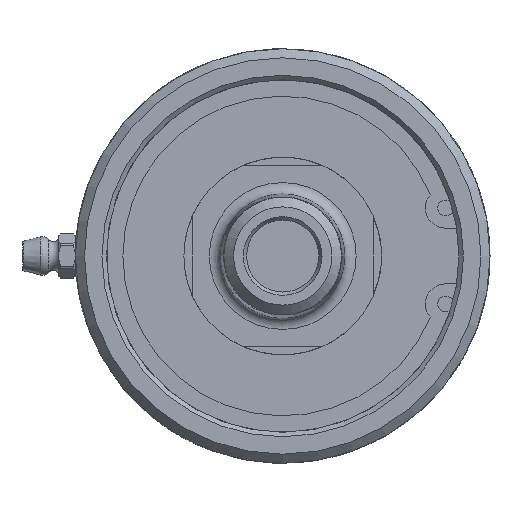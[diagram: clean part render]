
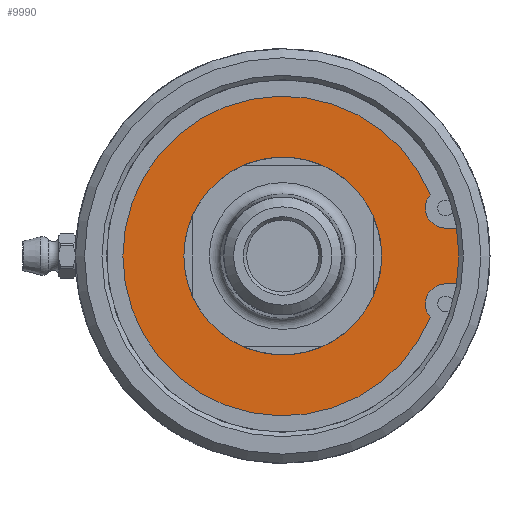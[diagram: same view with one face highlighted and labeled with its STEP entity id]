
A CAD part, left-side view. The second image highlights one B-rep face of the part: STEP entity #9990.
In plain terms, the highlighted planar face has unit normal (-1, 0, 0).
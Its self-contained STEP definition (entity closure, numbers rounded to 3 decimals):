
#373=PLANE('',#10856);
#574=FACE_BOUND('',#1386,.T.);
#782=FACE_OUTER_BOUND('',#1385,.T.);
#1385=EDGE_LOOP('',(#7392,#7393,#7394,#7395,#7396,#7397));
#1386=EDGE_LOOP('',(#7398,#7399));
#2486=CIRCLE('',#10695,17.4);
#2487=CIRCLE('',#10696,17.4);
#2502=CIRCLE('',#10720,3.556);
#2504=CIRCLE('',#10723,28.142);
#2506=CIRCLE('',#10726,3.556);
#2580=CIRCLE('',#10853,33.45);
#2904=LINE('',#16462,#3414);
#2909=LINE('',#16476,#3419);
#3414=VECTOR('',#11989,10.);
#3419=VECTOR('',#11996,10.);
#4118=VERTEX_POINT('',#16374);
#4119=VERTEX_POINT('',#16375);
#4137=VERTEX_POINT('',#16459);
#4138=VERTEX_POINT('',#16461);
#4142=VERTEX_POINT('',#16473);
#4143=VERTEX_POINT('',#16475);
#4144=VERTEX_POINT('',#16479);
#4146=VERTEX_POINT('',#16485);
#5224=EDGE_CURVE('',#4118,#4119,#2486,.T.);
#5225=EDGE_CURVE('',#4119,#4118,#2487,.T.);
#5252=EDGE_CURVE('',#4138,#4137,#2904,.T.);
#5258=EDGE_CURVE('',#4143,#4142,#2909,.T.);
#5260=EDGE_CURVE('',#4142,#4144,#2502,.T.);
#5263=EDGE_CURVE('',#4144,#4146,#2504,.T.);
#5266=EDGE_CURVE('',#4146,#4138,#2506,.T.);
#5415=EDGE_CURVE('',#4137,#4143,#2580,.T.);
#7392=ORIENTED_EDGE('',*,*,#5258,.T.);
#7393=ORIENTED_EDGE('',*,*,#5260,.T.);
#7394=ORIENTED_EDGE('',*,*,#5263,.T.);
#7395=ORIENTED_EDGE('',*,*,#5266,.T.);
#7396=ORIENTED_EDGE('',*,*,#5252,.T.);
#7397=ORIENTED_EDGE('',*,*,#5415,.T.);
#7398=ORIENTED_EDGE('',*,*,#5224,.T.);
#7399=ORIENTED_EDGE('',*,*,#5225,.T.);
#9990=ADVANCED_FACE('',(#782,#574),#373,.F.);
#10695=AXIS2_PLACEMENT_3D('',#16376,#11938,#11939);
#10696=AXIS2_PLACEMENT_3D('',#16377,#11940,#11941);
#10720=AXIS2_PLACEMENT_3D('',#16480,#12000,#12001);
#10723=AXIS2_PLACEMENT_3D('',#16486,#12007,#12008);
#10726=AXIS2_PLACEMENT_3D('',#16491,#12014,#12015);
#10853=AXIS2_PLACEMENT_3D('',#16940,#12302,#12303);
#10856=AXIS2_PLACEMENT_3D('',#16950,#12309,#12310);
#11938=DIRECTION('center_axis',(1.,0.,0.));
#11939=DIRECTION('ref_axis',(0.,-1.,0.));
#11940=DIRECTION('center_axis',(1.,0.,0.));
#11941=DIRECTION('ref_axis',(0.,-1.,0.));
#11989=DIRECTION('',(0.,-1.,0.));
#11996=DIRECTION('',(0.,1.,0.));
#12000=DIRECTION('center_axis',(1.,0.,0.));
#12001=DIRECTION('ref_axis',(0.,0.754,0.657));
#12007=DIRECTION('center_axis',(-1.,0.,0.));
#12008=DIRECTION('ref_axis',(0.,0.924,-0.384));
#12014=DIRECTION('center_axis',(1.,0.,0.));
#12015=DIRECTION('ref_axis',(0.,0.,
1.));
#12302=DIRECTION('center_axis',(-1.,0.,0.));
#12303=DIRECTION('ref_axis',(0.,1.,0.));
#12309=DIRECTION('center_axis',(1.,0.,0.));
#12310=DIRECTION('ref_axis',(0.,0.,-1.));
#16374=CARTESIAN_POINT('',(5.98,-17.4,0.));
#16375=CARTESIAN_POINT('',(5.98,17.4,0.));
#16376=CARTESIAN_POINT('Origin',(5.98,0.,0.));
#16377=CARTESIAN_POINT('Origin',(5.98,0.,0.));
#16459=CARTESIAN_POINT('',(5.98,-33.089,-4.902));
#16461=CARTESIAN_POINT('',(5.98,-28.672,-4.902));
#16462=CARTESIAN_POINT('',(5.98,-4.426,-4.902));
#16473=CARTESIAN_POINT('',(5.98,-28.672,4.902));
#16475=CARTESIAN_POINT('',(5.98,-33.089,4.902));
#16476=CARTESIAN_POINT('',(5.98,-2.217,4.902));
#16479=CARTESIAN_POINT('',(5.98,-25.99,10.793));
#16480=CARTESIAN_POINT('Origin',(5.98,-28.672,8.458));
#16485=CARTESIAN_POINT('',(5.98,-25.99,-10.793));
#16486=CARTESIAN_POINT('Origin',(5.98,0.,
0.));
#16491=CARTESIAN_POINT('Origin',(5.98,-28.672,-8.458));
#16940=CARTESIAN_POINT('Origin',(5.98,0.,0.));
#16950=CARTESIAN_POINT('Origin',(5.98,24.238,0.));
